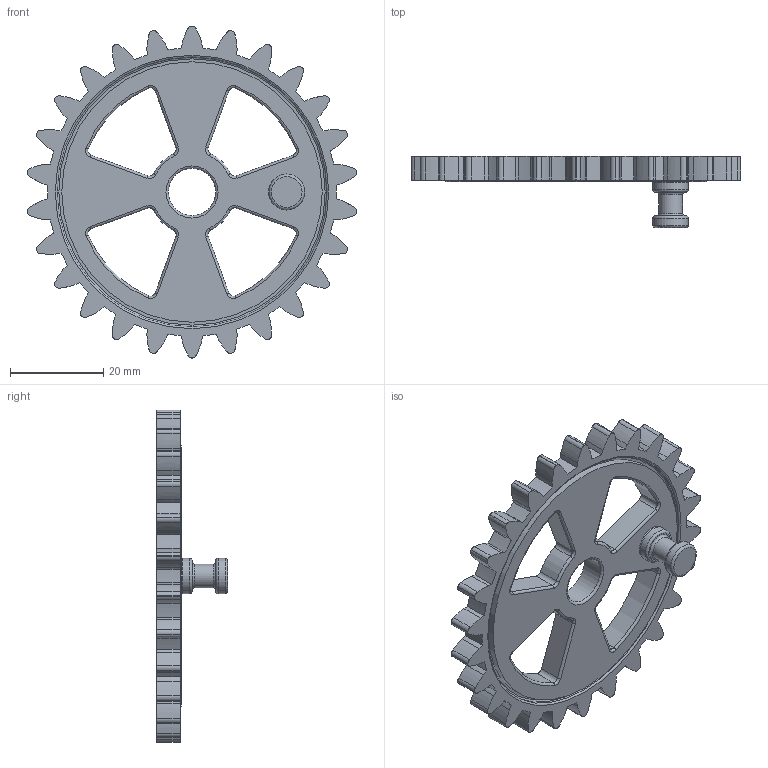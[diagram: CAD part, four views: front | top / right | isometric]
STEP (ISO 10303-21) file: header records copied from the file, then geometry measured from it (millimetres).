
FILE_DESCRIPTION(('FreeCAD Model'),'2;1');
FILE_NAME('E1.stp', '2017-12-12T19:47:34',('FreeCAD'),('FreeCAD'), 'Open CASCADE STEP processor 6.9','FreeCAD','Unknown');
FILE_SCHEMA(('AUTOMOTIVE_DESIGN { 1 0 10303 214 1 1 1 1 }'));
Length unit declared in the file: millimetre
Products named in the file (1): Open CASCADE STEP translator 6.9 1
Bounding box: 70.75 x 15.27 x 71.25 mm (x, y, z)
Volume: 12938.5 mm3; surface area: 8750 mm2
Topology: 1 solids, 1 shells, 296 faces, 823 edges, 535 vertices
Faces by surface type: cylinder 143, extrusion 104, torus 33, plane 16
Full cylindrical faces by diameter (mm): 5.08 x1, 7.62 x2, 10.16 x1, 55.88 x2, 57.912 x1
Entity records: 21279 total; most frequent: CARTESIAN_POINT 5673, DIRECTION 2670, ORIENTED_EDGE 1646, PCURVE 1646, DEFINITIONAL_REPRESENTATION 1646, VECTOR 1445, LINE 1341, EDGE_CURVE 823
